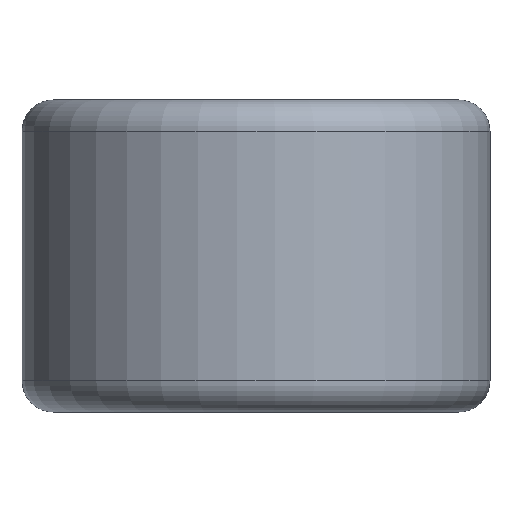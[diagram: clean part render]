
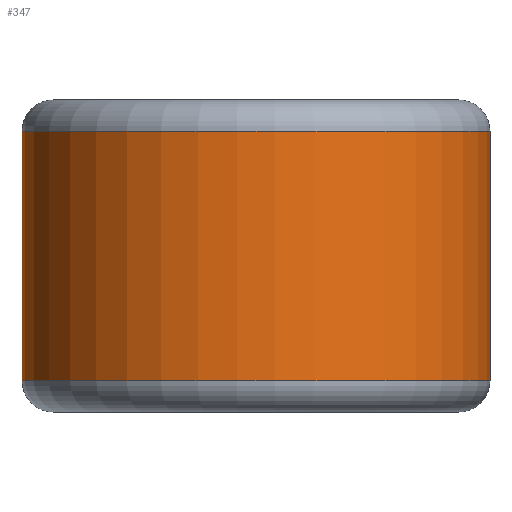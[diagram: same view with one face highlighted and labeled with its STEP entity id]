
A CAD part, front view. The second image highlights one B-rep face of the part: STEP entity #347.
In plain terms, the highlighted cylindrical face has radius 7.5 mm (diameter 15 mm), a partial arc.
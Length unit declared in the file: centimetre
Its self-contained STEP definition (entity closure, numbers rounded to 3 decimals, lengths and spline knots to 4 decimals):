
#29=LINE($,#617,#47);
#35=LINE($,#633,#53);
#47=VECTOR($,#451,0.8);
#53=VECTOR($,#463,0.8);
#80=CIRCLE($,#383,0.75);
#81=CIRCLE($,#384,0.75);
#107=FACE_OUTER_BOUND($,#136,.T.);
#136=EDGE_LOOP($,(#262,#263,#264,#265));
#177=VERTEX_POINT($,#614);
#178=VERTEX_POINT($,#616);
#184=VERTEX_POINT($,#631);
#185=VERTEX_POINT($,#632);
#205=EDGE_CURVE($,#177,#178,#29,.T.);
#212=EDGE_CURVE($,#184,#185,#35,.T.);
#216=EDGE_CURVE($,#177,#184,#80,.T.);
#217=EDGE_CURVE($,#185,#178,#81,.T.);
#262=ORIENTED_EDGE($,*,*,#205,.F.);
#263=ORIENTED_EDGE($,*,*,#216,.T.);
#264=ORIENTED_EDGE($,*,*,#212,.T.);
#265=ORIENTED_EDGE($,*,*,#217,.T.);
#330=CYLINDRICAL_SURFACE($,#382,0.75);
#347=ADVANCED_FACE($,(#107),#330,.T.);
#382=AXIS2_PLACEMENT_3D($,#639,#467,#468);
#383=AXIS2_PLACEMENT_3D($,#640,#469,#470);
#384=AXIS2_PLACEMENT_3D($,#641,#471,#472);
#451=DIRECTION($,(0.,0.,-1.));
#463=DIRECTION($,(0.,0.,-1.));
#467=DIRECTION('center_axis',(0.,0.,-1.));
#468=DIRECTION('ref_axis',(1.,0.,0.));
#469=DIRECTION('center_axis',(0.,0.,-1.));
#470=DIRECTION('ref_axis',(-1.,0.,0.));
#471=DIRECTION('center_axis',(0.,0.,1.));
#472=DIRECTION('ref_axis',(-1.,0.,0.));
#614=CARTESIAN_POINT('',(0.7378,-1.5117,0.4));
#616=CARTESIAN_POINT('',(0.7378,-1.5117,-0.4));
#617=CARTESIAN_POINT($,(0.7378,-1.5117,0.5));
#631=CARTESIAN_POINT('',(-0.7378,-1.5117,0.4));
#632=CARTESIAN_POINT('',(-0.7378,-1.5117,-0.4));
#633=CARTESIAN_POINT($,(-0.7378,-1.5117,0.5));
#639=CARTESIAN_POINT('Origin',(0.,-1.6464,0.5));
#640=CARTESIAN_POINT('Origin',(0.,-1.6464,0.4));
#641=CARTESIAN_POINT('Origin',(0.,-1.6464,-0.4));
